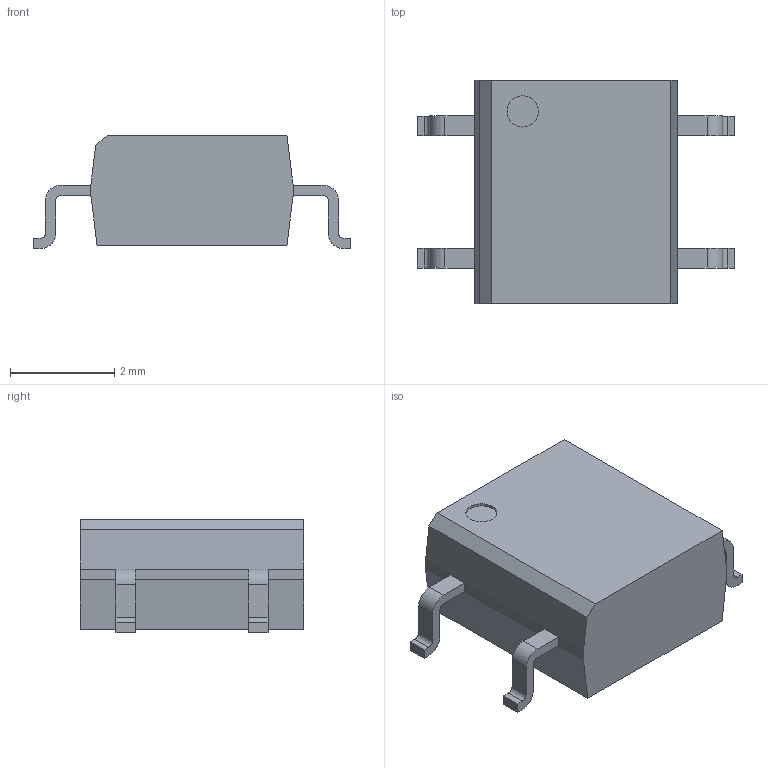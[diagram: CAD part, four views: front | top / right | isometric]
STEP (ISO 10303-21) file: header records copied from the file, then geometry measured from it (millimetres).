
FILE_DESCRIPTION((''),'2;1');
FILE_NAME('SOIC254P610X218-4N.stp','2014-03-24T08:44:56',(''),(''),'Mechanical Desktop 2011','Mechanical Desktop 2011',', , ');
FILE_SCHEMA(('AUTOMOTIVE_DESIGN { 1 2 10303 214 1 1 1 1 }'));
Length unit declared in the file: millimetre
Products named in the file (1): Product
Bounding box: 6.1 x 4.29 x 2.18 mm (x, y, z)
Volume: 34.9 mm3; surface area: 75 mm2
Topology: 5 solids, 5 shells, 70 faces, 177 edges, 118 vertices
Faces by surface type: plane 32, bspline 28, cylinder 10
Entity records: 2249 total; most frequent: CARTESIAN_POINT 562, ORIENTED_EDGE 354, DIRECTION 299, EDGE_CURVE 177, VECTOR 141, LINE 141, VERTEX_POINT 118, AXIS2_PLACEMENT_3D 79
